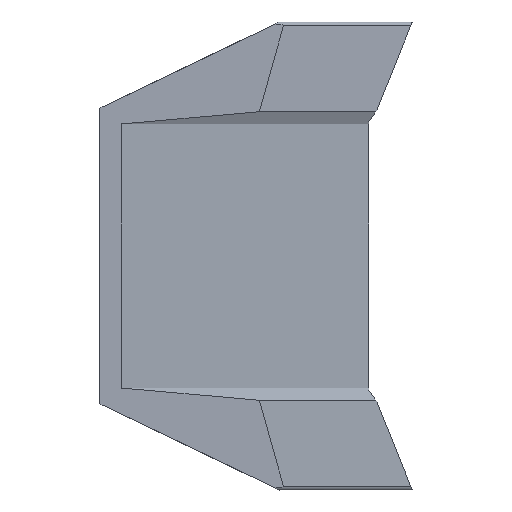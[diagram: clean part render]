
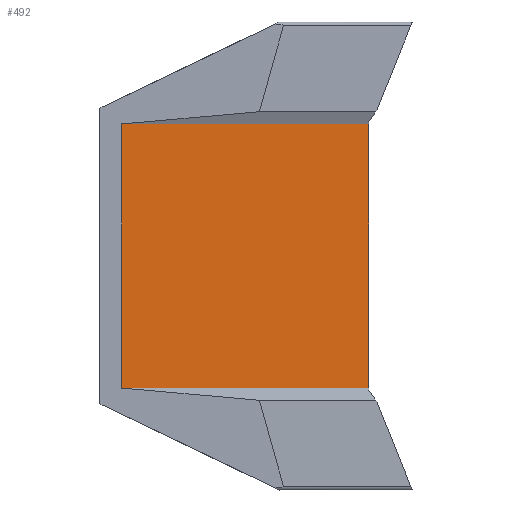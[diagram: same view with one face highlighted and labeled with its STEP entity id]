
A CAD part, top view. The second image highlights one B-rep face of the part: STEP entity #492.
In plain terms, the highlighted planar face has unit normal (0, 0, 1).
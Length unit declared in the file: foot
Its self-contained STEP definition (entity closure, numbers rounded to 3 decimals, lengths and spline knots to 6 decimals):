
#40=FACE_OUTER_BOUND('',#65,.T.);
#65=EDGE_LOOP('',(#410,#411,#412,#413));
#87=LINE('',#706,#150);
#120=LINE('',#778,#183);
#127=LINE('',#795,#190);
#130=LINE('',#800,#193);
#150=VECTOR('',#567,0.032808);
#183=VECTOR('',#630,0.032808);
#190=VECTOR('',#647,0.032808);
#193=VECTOR('',#652,0.032808);
#213=VERTEX_POINT('',#703);
#214=VERTEX_POINT('',#705);
#238=VERTEX_POINT('',#776);
#243=VERTEX_POINT('',#794);
#260=EDGE_CURVE('',#214,#213,#87,.T.);
#297=EDGE_CURVE('',#213,#238,#120,.T.);
#305=EDGE_CURVE('',#214,#243,#127,.T.);
#308=EDGE_CURVE('',#243,#238,#130,.T.);
#410=ORIENTED_EDGE('',*,*,#260,.T.);
#411=ORIENTED_EDGE('',*,*,#297,.T.);
#412=ORIENTED_EDGE('',*,*,#308,.F.);
#413=ORIENTED_EDGE('',*,*,#305,.F.);
#467=PLANE('',#537);
#492=ADVANCED_FACE('',(#40),#467,.F.);
#537=AXIS2_PLACEMENT_3D('',#799,#650,#651);
#567=DIRECTION('',(0.,-1.,0.));
#630=DIRECTION('',(1.,0.,0.));
#647=DIRECTION('',(1.,0.,0.));
#650=DIRECTION('center_axis',(0.,0.,-1.));
#651=DIRECTION('ref_axis',(0.,1.,0.));
#652=DIRECTION('',(0.,-1.,0.));
#703=CARTESIAN_POINT('',(9.267634,0.17539,0.429932));
#705=CARTESIAN_POINT('',(9.267634,2.97961,0.429932));
#706=CARTESIAN_POINT('',(9.267634,0.087695,0.429932));
#776=CARTESIAN_POINT('',(11.892095,0.17539,0.429932));
#778=CARTESIAN_POINT('',(0.,0.17539,0.429932));
#794=CARTESIAN_POINT('',(11.892095,2.97961,0.429932));
#795=CARTESIAN_POINT('',(0.,2.97961,0.429932));
#799=CARTESIAN_POINT('Origin',(0.,0.17539,0.429932));
#800=CARTESIAN_POINT('',(11.892095,0.162631,0.429932));
